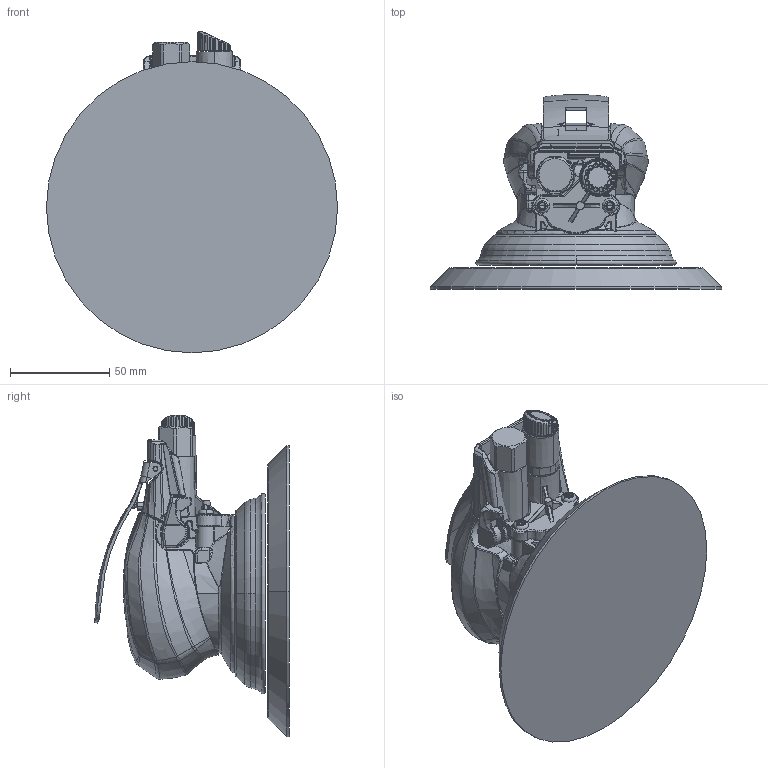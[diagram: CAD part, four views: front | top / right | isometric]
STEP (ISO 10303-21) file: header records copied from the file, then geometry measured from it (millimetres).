
FILE_DESCRIPTION((''),'2;1');
FILE_NAME('TMP9351_SW','2010-01-12T',('TooextPHE'),(''),'PRO/ENGINEER BY PARAMETRIC TECHNOLOGY CORPORATION, 2008310','PRO/ENGINEER BY PARAMETRIC TECHNOLOGY CORPORATION, 2008310','');
FILE_SCHEMA(('CONFIG_CONTROL_DESIGN', 'GEOMETRIC_VALIDATION_PROPERTIES_MIM'));
Products named in the file (1): TMP9351_SW
Bounding box: 146.8 x 98.13 x 162.2 mm (x, y, z)
Surface area: 88522.2 mm2 (no closed solid volume)
Topology: 0 solids, 49 shells, 819 faces, 3251 edges, 2356 vertices
Faces by surface type: bspline 291, cylinder 181, plane 135, cone 97, torus 96, extrusion 16, sphere 3
Entity records: 57434 total; most frequent: CARTESIAN_POINT 29716, ORIENTED_EDGE 4842, EDGE_CURVE 3243, DIRECTION 3161, VERTEX_POINT 2356, B_SPLINE_CURVE_WITH_KNOTS 1877, AXIS2_PLACEMENT_3D 1251, PRESENTATION_STYLE_ASSIGNMENT 831
